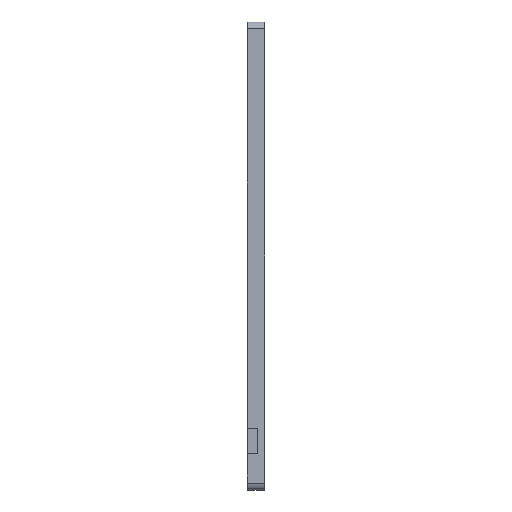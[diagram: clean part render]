
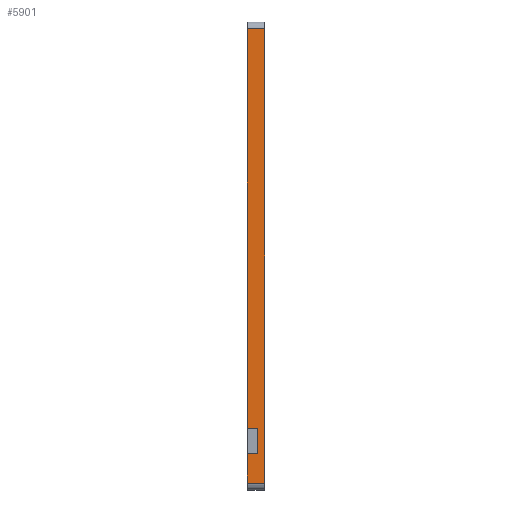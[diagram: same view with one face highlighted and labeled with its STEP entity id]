
A CAD part, left-side view. The second image highlights one B-rep face of the part: STEP entity #5901.
In plain terms, the highlighted planar face has unit normal (-1, 0, 0).
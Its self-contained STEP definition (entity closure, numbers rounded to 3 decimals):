
#950=FACE_OUTER_BOUND('',#1284,.T.);
#1284=EDGE_LOOP('',(#5303,#5304,#5305,#5306,#5307,#5308,#5309,#5310));
#1813=LINE('',#9752,#2365);
#1814=LINE('',#9758,#2366);
#1815=LINE('',#9772,#2367);
#1817=LINE('',#9780,#2369);
#1823=LINE('',#9792,#2375);
#1825=LINE('',#9795,#2377);
#1826=LINE('',#9797,#2378);
#1832=LINE('',#9807,#2384);
#2365=VECTOR('',#8104,10.);
#2366=VECTOR('',#8113,10.);
#2367=VECTOR('',#8130,10.);
#2369=VECTOR('',#8138,10.);
#2375=VECTOR('',#8146,10.);
#2377=VECTOR('',#8150,10.);
#2378=VECTOR('',#8153,10.);
#2384=VECTOR('',#8159,10.);
#2863=VERTEX_POINT('',#9748);
#2864=VERTEX_POINT('',#9750);
#2865=VERTEX_POINT('',#9756);
#2870=VERTEX_POINT('',#9770);
#2871=VERTEX_POINT('',#9776);
#2873=VERTEX_POINT('',#9779);
#2876=VERTEX_POINT('',#9786);
#2878=VERTEX_POINT('',#9790);
#3653=EDGE_CURVE('',#2864,#2863,#1813,.T.);
#3657=EDGE_CURVE('',#2865,#2864,#1814,.T.);
#3664=EDGE_CURVE('',#2870,#2865,#1815,.T.);
#3667=EDGE_CURVE('',#2873,#2871,#1817,.T.);
#3673=EDGE_CURVE('',#2876,#2878,#1823,.T.);
#3675=EDGE_CURVE('',#2878,#2873,#1825,.T.);
#3676=EDGE_CURVE('',#2871,#2863,#1826,.T.);
#3682=EDGE_CURVE('',#2876,#2870,#1832,.T.);
#5303=ORIENTED_EDGE('',*,*,#3653,.F.);
#5304=ORIENTED_EDGE('',*,*,#3657,.F.);
#5305=ORIENTED_EDGE('',*,*,#3664,.F.);
#5306=ORIENTED_EDGE('',*,*,#3682,.F.);
#5307=ORIENTED_EDGE('',*,*,#3673,.T.);
#5308=ORIENTED_EDGE('',*,*,#3675,.T.);
#5309=ORIENTED_EDGE('',*,*,#3667,.T.);
#5310=ORIENTED_EDGE('',*,*,#3676,.T.);
#5582=PLANE('',#6503);
#5901=ADVANCED_FACE('',(#950),#5582,.T.);
#6503=AXIS2_PLACEMENT_3D('',#9849,#8206,#8207);
#8104=DIRECTION('',(0.,1.,0.));
#8113=DIRECTION('',(0.,0.,-1.));
#8130=DIRECTION('',(0.,-1.,0.));
#8138=DIRECTION('',(0.,1.,0.));
#8146=DIRECTION('',(0.,-1.,0.));
#8150=DIRECTION('',(0.,0.,-1.));
#8153=DIRECTION('',(0.,0.,-1.));
#8159=DIRECTION('',(0.,0.,1.));
#8206=DIRECTION('center_axis',(-1.,0.,0.));
#8207=DIRECTION('ref_axis',(0.,0.,1.));
#9748=CARTESIAN_POINT('',(-110.47,13.,-323.78));
#9750=CARTESIAN_POINT('',(-110.47,0.,-323.78));
#9752=CARTESIAN_POINT('',(-110.47,3.25,-323.78));
#9756=CARTESIAN_POINT('',(-110.47,0.,8.));
#9758=CARTESIAN_POINT('',(-110.47,0.,-325.78));
#9770=CARTESIAN_POINT('',(-110.47,13.,8.));
#9772=CARTESIAN_POINT('',(-110.47,3.25,8.));
#9776=CARTESIAN_POINT('',(-110.47,13.,-302.18));
#9779=CARTESIAN_POINT('',(-110.47,5.5,-302.18));
#9780=CARTESIAN_POINT('',(-110.47,6.5,-302.18));
#9786=CARTESIAN_POINT('',(-110.47,13.,-283.68));
#9790=CARTESIAN_POINT('',(-110.47,5.5,-283.68));
#9792=CARTESIAN_POINT('',(-110.47,6.5,-283.68));
#9795=CARTESIAN_POINT('',(-110.47,5.5,-309.355));
#9797=CARTESIAN_POINT('',(-110.47,13.,-325.78));
#9807=CARTESIAN_POINT('',(-110.47,13.,-325.78));
#9849=CARTESIAN_POINT('Origin',(-110.47,0.,-325.78));
